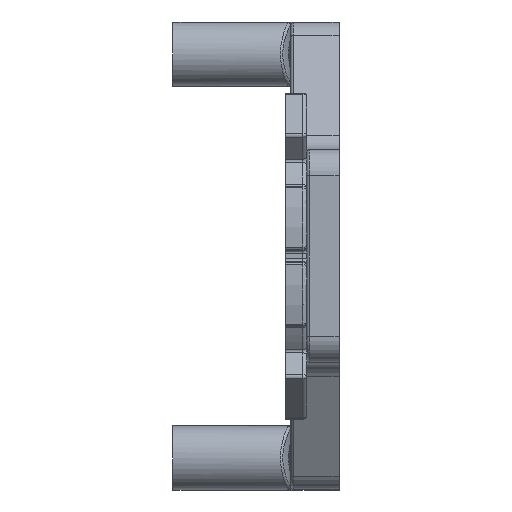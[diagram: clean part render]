
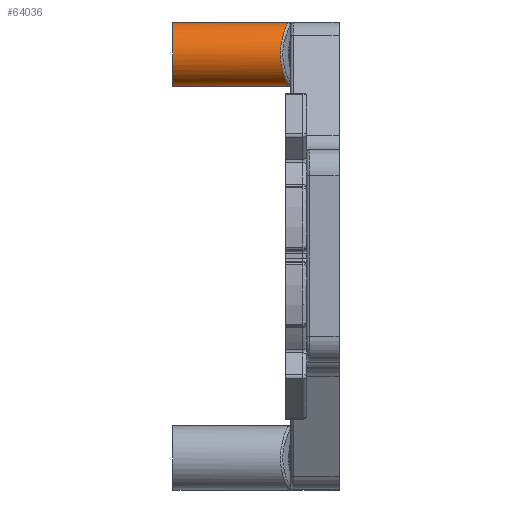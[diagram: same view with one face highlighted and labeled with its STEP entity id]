
A CAD part, left-side view. The second image highlights one B-rep face of the part: STEP entity #64036.
In plain terms, the highlighted cylindrical face has radius 6 mm (diameter 12 mm), a partial arc.
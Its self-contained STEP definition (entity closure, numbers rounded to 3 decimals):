
#197 = CARTESIAN_POINT ( 'NONE',  ( 5.922, 20.138, 0.984 ) ) ;
#299 = EDGE_CURVE ( 'NONE', #35522, #63157, #51079, .T. ) ;
#532 = CARTESIAN_POINT ( 'NONE',  ( 5.202, 20.467, 3.015 ) ) ;
#867 = CARTESIAN_POINT ( 'NONE',  ( 0., 21.5, 6. ) ) ;
#1203 = CARTESIAN_POINT ( 'NONE',  ( 1.582, 21.414, 5.801 ) ) ;
#4337 = CARTESIAN_POINT ( 'NONE',  ( 5.844, 20.176, 1.372 ) ) ;
#4504 = ORIENTED_EDGE ( 'NONE', *, *, #14876, .T. ) ;
#5025 = CARTESIAN_POINT ( 'NONE',  ( 4.769, 20.639, 3.661 ) ) ;
#5366 = CARTESIAN_POINT ( 'NONE',  ( 0.796, 21.482, -5.96 ) ) ;
#5989 = LINE ( 'NONE', #36976, #61241 ) ;
#8177 = CARTESIAN_POINT ( 'NONE',  ( 0., 0., -6. ) ) ;
#10173 = CARTESIAN_POINT ( 'NONE',  ( 5.677, 20.256, -1.953 ) ) ;
#10508 = CARTESIAN_POINT ( 'NONE',  ( 4.511, 20.731, -3.961 ) ) ;
#11476 = CIRCLE ( 'NONE', #25792, 6. ) ;
#11515 = CARTESIAN_POINT ( 'NONE',  ( 0.402, 21.5, 6. ) ) ;
#12079 = AXIS2_PLACEMENT_3D ( 'NONE', #68052, #41253, #20592 ) ;
#12348 = CARTESIAN_POINT ( 'NONE',  ( 0., 24., 6. ) ) ;
#14292 = VERTEX_POINT ( 'NONE', #8177 ) ;
#14876 = EDGE_CURVE ( 'NONE', #16254, #14292, #11476, .T. ) ;
#15661 = CARTESIAN_POINT ( 'NONE',  ( 0.402, 21.5, -6. ) ) ;
#16254 = VERTEX_POINT ( 'NONE', #66964 ) ;
#16340 = CARTESIAN_POINT ( 'NONE',  ( 3.188, 21.123, 5.086 ) ) ;
#17281 = DIRECTION ( 'NONE',  ( 0., 1., 0. ) ) ;
#17690 = CARTESIAN_POINT ( 'NONE',  ( 0.799, 21.482, 5.96 ) ) ;
#18033 = CARTESIAN_POINT ( 'NONE',  ( 1.96, 21.364, 5.684 ) ) ;
#20150 = CARTESIAN_POINT ( 'NONE',  ( 5.796, 20.199, 1.563 ) ) ;
#20500 = CARTESIAN_POINT ( 'NONE',  ( 6., 20.099, 0.189 ) ) ;
#20592 = DIRECTION ( 'NONE',  ( 0., 0., -1. ) ) ;
#20845 = CARTESIAN_POINT ( 'NONE',  ( 2.5, 21.271, 5.458 ) ) ;
#21177 = CARTESIAN_POINT ( 'NONE',  ( 5.61, 20.287, -2.137 ) ) ;
#21518 = CARTESIAN_POINT ( 'NONE',  ( 4.52, 20.731, 3.965 ) ) ;
#25650 = EDGE_LOOP ( 'NONE', ( #65441, #54702, #61627, #4504 ) ) ;
#25670 = CARTESIAN_POINT ( 'NONE',  ( 5.842, 20.177, -1.381 ) ) ;
#25792 = AXIS2_PLACEMENT_3D ( 'NONE', #59268, #17281, #27977 ) ;
#26024 = CARTESIAN_POINT ( 'NONE',  ( 4.757, 20.642, -3.661 ) ) ;
#26362 = CARTESIAN_POINT ( 'NONE',  ( 4.381, 20.777, -4.104 ) ) ;
#26461 = FACE_OUTER_BOUND ( 'NONE', #25650, .T. ) ;
#26692 = CARTESIAN_POINT ( 'NONE',  ( 2.679, 21.24, -5.383 ) ) ;
#27977 = DIRECTION ( 'NONE',  ( 0., 0., 1. ) ) ;
#29611 = VECTOR ( 'NONE', #54317, 1000. ) ;
#30828 = CARTESIAN_POINT ( 'NONE',  ( 0., 21.5, -6. ) ) ;
#31171 = CARTESIAN_POINT ( 'NONE',  ( 5.999, 20.1, -0.407 ) ) ;
#31859 = CARTESIAN_POINT ( 'NONE',  ( 1.57, 21.415, -5.804 ) ) ;
#34049 = CARTESIAN_POINT ( 'NONE',  ( 0., 21.5, 6. ) ) ;
#35522 = VERTEX_POINT ( 'NONE', #45564 ) ;
#35996 = CARTESIAN_POINT ( 'NONE',  ( 3.022, 21.166, -5.198 ) ) ;
#36338 = CARTESIAN_POINT ( 'NONE',  ( 5.2, 20.468, -3.018 ) ) ;
#36976 = CARTESIAN_POINT ( 'NONE',  ( 0., 24., -6. ) ) ;
#41161 = CARTESIAN_POINT ( 'NONE',  ( 5.681, 20.253, 1.94 ) ) ;
#41253 = DIRECTION ( 'NONE',  ( 0., -1., 0. ) ) ;
#42520 = CARTESIAN_POINT ( 'NONE',  ( 3.974, 20.911, 4.512 ) ) ;
#42672 = LINE ( 'NONE', #12348, #29611 ) ;
#45564 = CARTESIAN_POINT ( 'NONE',  ( 0., 21.5, -6. ) ) ;
#46311 = CARTESIAN_POINT ( 'NONE',  ( 3.666, 20.999, -4.754 ) ) ;
#46652 = CARTESIAN_POINT ( 'NONE',  ( 5.991, 20.104, 0.391 ) ) ;
#46747 = CYLINDRICAL_SURFACE ( 'NONE', #12079, 6. ) ;
#46993 = CARTESIAN_POINT ( 'NONE',  ( 5.793, 20.201, -1.575 ) ) ;
#47320 = CARTESIAN_POINT ( 'NONE',  ( 4.874, 20.597, -3.504 ) ) ;
#47650 = CARTESIAN_POINT ( 'NONE',  ( 5.386, 20.387, 2.673 ) ) ;
#48420 = EDGE_CURVE ( 'NONE', #35522, #14292, #5989, .T. ) ;
#51079 = B_SPLINE_CURVE_WITH_KNOTS ( 'NONE', 3,
 ( #30828, #15661, #5366, #31859, #51456, #26692, #35996, #56953, #46311, #62448, #63127, #26362, #10508, #26024, #47320, #36338, #57295, #21177, #10173, #46993, #25670, #51793, #31171, #20500, #46652, #63462, #197, #4337, #20150, #41161, #52136, #47650, #532, #5025, #21518, #42520, #67616, #16340, #58317, #67957, #20845, #18033, #1203, #17690, #11515, #867 ),
 .UNSPECIFIED., .F., .F.,
 ( 4, 2, 2, 2, 2, 2, 2, 2, 2, 2, 2, 2, 2, 2, 2, 2, 2, 2, 2, 2, 2, 2, 4 ),
 ( 0., 0.001, 0.002, 0.004, 0.004, 0.005, 0.005, 0.006, 0.007, 0.008, 0.008, 0.01, 0.01, 0.011, 0.011, 0.012, 0.013, 0.014, 0.015, 0.016, 0.017, 0.018, 0.019 ),
 .UNSPECIFIED. ) ;
#51456 = CARTESIAN_POINT ( 'NONE',  ( 1.954, 21.365, -5.686 ) ) ;
#51793 = CARTESIAN_POINT ( 'NONE',  ( 5.96, 20.12, -0.799 ) ) ;
#52136 = CARTESIAN_POINT ( 'NONE',  ( 5.614, 20.285, 2.127 ) ) ;
#53102 = DIRECTION ( 'NONE',  ( 0., -1., 0. ) ) ;
#54317 = DIRECTION ( 'NONE',  ( 0., -1., 0. ) ) ;
#54702 = ORIENTED_EDGE ( 'NONE', *, *, #299, .T. ) ;
#55142 = EDGE_CURVE ( 'NONE', #63157, #16254, #42672, .T. ) ;
#56953 = CARTESIAN_POINT ( 'NONE',  ( 3.508, 21.042, -4.871 ) ) ;
#57295 = CARTESIAN_POINT ( 'NONE',  ( 5.384, 20.388, -2.677 ) ) ;
#58317 = CARTESIAN_POINT ( 'NONE',  ( 3.02, 21.163, 5.188 ) ) ;
#59268 = CARTESIAN_POINT ( 'NONE',  ( 0., 0., 0. ) ) ;
#61241 = VECTOR ( 'NONE', #53102, 1000. ) ;
#61627 = ORIENTED_EDGE ( 'NONE', *, *, #55142, .T. ) ;
#62448 = CARTESIAN_POINT ( 'NONE',  ( 3.966, 20.911, -4.507 ) ) ;
#63127 = CARTESIAN_POINT ( 'NONE',  ( 4.109, 20.867, -4.377 ) ) ;
#63157 = VERTEX_POINT ( 'NONE', #34049 ) ;
#63462 = CARTESIAN_POINT ( 'NONE',  ( 5.951, 20.124, 0.788 ) ) ;
#64036 = ADVANCED_FACE ( 'NONE', ( #26461 ), #46747, .T. ) ;
#65441 = ORIENTED_EDGE ( 'NONE', *, *, #48420, .F. ) ;
#66964 = CARTESIAN_POINT ( 'NONE',  ( 0., 0., 6. ) ) ;
#67616 = CARTESIAN_POINT ( 'NONE',  ( 3.676, 21., 4.758 ) ) ;
#67957 = CARTESIAN_POINT ( 'NONE',  ( 2.676, 21.236, 5.374 ) ) ;
#68052 = CARTESIAN_POINT ( 'NONE',  ( 0., 24., 0. ) ) ;
